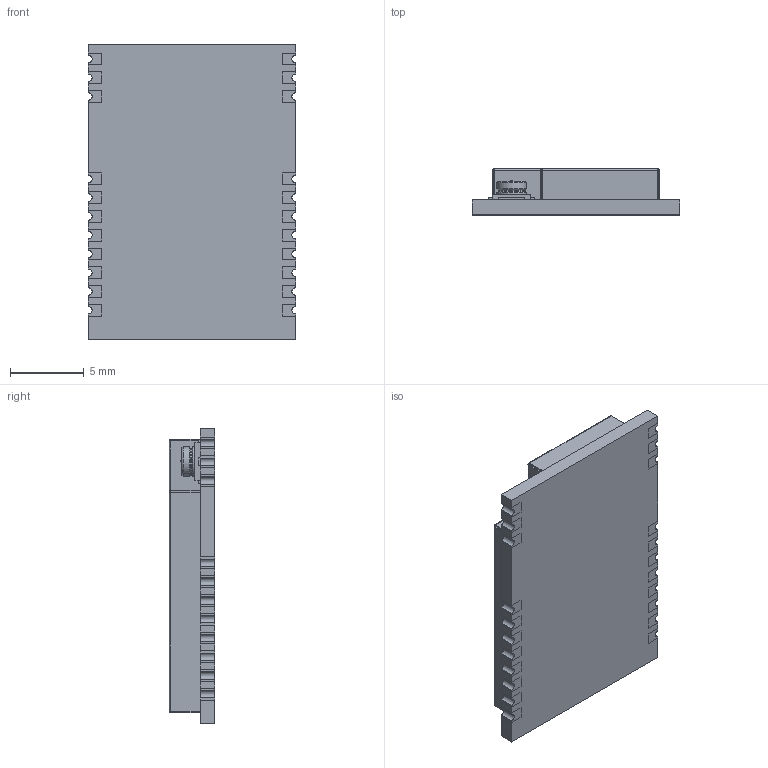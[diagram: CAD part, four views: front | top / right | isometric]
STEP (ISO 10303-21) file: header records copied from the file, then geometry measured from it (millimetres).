
FILE_DESCRIPTION (( 'STEP AP214' ), '1' );
FILE_NAME ('E22-900M22S.STEP', '2022-10-30T06:50:03', ( '' ), ( '' ), 'SwSTEP 2.0', 'SolidWorks 2021', '' );
FILE_SCHEMA (( 'AUTOMOTIVE_DESIGN' ));
Length unit declared in the file: millimetre
Products named in the file (2): E22-900M22S_E22-900M22S; E22-900M22S
Assembly tree (1 placements, depth 2):
  E22-900M22S
    E22-900M22S_E22-900M22S
Bounding box: 14 x 3.1 x 20 mm (x, y, z)
Volume: 312.6 mm3; surface area: 1417.1 mm2
Topology: 31 solids, 31 shells, 508 faces, 1284 edges, 839 vertices
Faces by surface type: plane 437, cylinder 53, bspline 8, cone 4, torus 4, sphere 2
Entity records: 15441 total; most frequent: CARTESIAN_POINT 2865, ORIENTED_EDGE 2560, DIRECTION 2371, EDGE_CURVE 1280, VECTOR 1153, LINE 1153, VERTEX_POINT 837, AXIS2_PLACEMENT_3D 609
